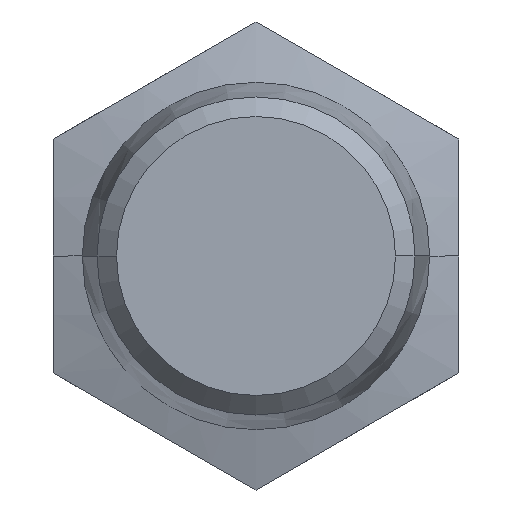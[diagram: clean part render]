
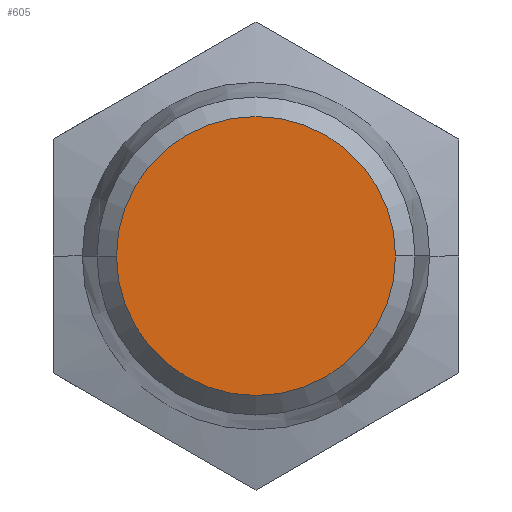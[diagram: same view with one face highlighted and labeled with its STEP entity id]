
A CAD part, front view. The second image highlights one B-rep face of the part: STEP entity #605.
In plain terms, the highlighted planar face has unit normal (0, -1, 0).
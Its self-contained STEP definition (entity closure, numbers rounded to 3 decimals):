
#46 = CARTESIAN_POINT ( 'NONE',  ( 0., 0., 0. ) ) ;
#63 = CARTESIAN_POINT ( 'NONE',  ( 2.409, 0., 0. ) ) ;
#64 = PLANE ( 'NONE',  #632 ) ;
#81 = EDGE_CURVE ( 'NONE', #765, #674, #266, .T. ) ;
#193 = CARTESIAN_POINT ( 'NONE',  ( 0., 0., 0. ) ) ;
#266 = CIRCLE ( 'NONE', #428, 2.409 ) ;
#325 = ORIENTED_EDGE ( 'NONE', *, *, #692, .T. ) ;
#356 = DIRECTION ( 'NONE',  ( 1., 0., 0. ) ) ;
#360 = EDGE_LOOP ( 'NONE', ( #755, #325 ) ) ;
#381 = FACE_OUTER_BOUND ( 'NONE', #360, .T. ) ;
#428 = AXIS2_PLACEMENT_3D ( 'NONE', #193, #874, #600 ) ;
#442 = DIRECTION ( 'NONE',  ( 0., -1., 0. ) ) ;
#457 = DIRECTION ( 'NONE',  ( 0., -1., 0. ) ) ;
#460 = CIRCLE ( 'NONE', #940, 2.409 ) ;
#570 = CARTESIAN_POINT ( 'NONE',  ( -2.409, 0., 0. ) ) ;
#600 = DIRECTION ( 'NONE',  ( 1., 0., 0. ) ) ;
#605 = ADVANCED_FACE ( 'NONE', ( #381 ), #64, .T. ) ;
#632 = AXIS2_PLACEMENT_3D ( 'NONE', #46, #442, #356 ) ;
#674 = VERTEX_POINT ( 'NONE', #63 ) ;
#692 = EDGE_CURVE ( 'NONE', #674, #765, #460, .T. ) ;
#755 = ORIENTED_EDGE ( 'NONE', *, *, #81, .T. ) ;
#765 = VERTEX_POINT ( 'NONE', #570 ) ;
#777 = DIRECTION ( 'NONE',  ( 1., 0., 0. ) ) ;
#818 = CARTESIAN_POINT ( 'NONE',  ( 0., 0., 0. ) ) ;
#874 = DIRECTION ( 'NONE',  ( 0., -1., 0. ) ) ;
#940 = AXIS2_PLACEMENT_3D ( 'NONE', #818, #457, #777 ) ;
